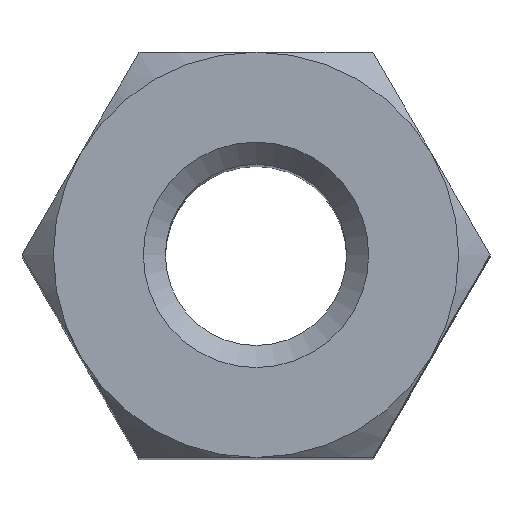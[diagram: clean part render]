
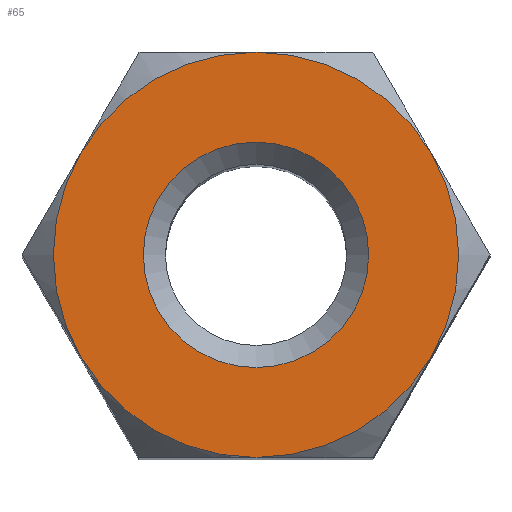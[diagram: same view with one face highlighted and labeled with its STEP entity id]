
A CAD part, top view. The second image highlights one B-rep face of the part: STEP entity #65.
In plain terms, the highlighted planar face has unit normal (0, 0, 1).
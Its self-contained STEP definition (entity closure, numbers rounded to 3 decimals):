
#65 = ADVANCED_FACE( '', ( #137, #138 ), #139, .T. );
#137 = FACE_BOUND( '', #218, .T. );
#138 = FACE_OUTER_BOUND( '', #219, .T. );
#139 = PLANE( '', #220 );
#218 = EDGE_LOOP( '', ( #341 ) );
#219 = EDGE_LOOP( '', ( #342, #343, #344, #345, #346, #347 ) );
#220 = AXIS2_PLACEMENT_3D( '', #348, #349, #350 );
#341 = ORIENTED_EDGE( '', *, *, #490, .T. );
#342 = ORIENTED_EDGE( '', *, *, #491, .F. );
#343 = ORIENTED_EDGE( '', *, *, #492, .F. );
#344 = ORIENTED_EDGE( '', *, *, #493, .F. );
#345 = ORIENTED_EDGE( '', *, *, #494, .T. );
#346 = ORIENTED_EDGE( '', *, *, #495, .F. );
#347 = ORIENTED_EDGE( '', *, *, #496, .F. );
#348 = CARTESIAN_POINT( '', ( 0., 0., 9. ) );
#349 = DIRECTION( '', ( 0., 0., 1. ) );
#350 = DIRECTION( '', ( 1., 0., 0. ) );
#490 = EDGE_CURVE( '', #581, #581, #582, .T. );
#491 = EDGE_CURVE( '', #583, #577, #584, .F. );
#492 = EDGE_CURVE( '', #564, #583, #585, .F. );
#493 = EDGE_CURVE( '', #541, #564, #586, .F. );
#494 = EDGE_CURVE( '', #541, #587, #588, .T. );
#495 = EDGE_CURVE( '', #530, #587, #589, .F. );
#496 = EDGE_CURVE( '', #577, #530, #590, .F. );
#530 = VERTEX_POINT( '', #647 );
#541 = VERTEX_POINT( '', #679 );
#564 = VERTEX_POINT( '', #755 );
#577 = VERTEX_POINT( '', #794 );
#581 = VERTEX_POINT( '', #812 );
#582 = CIRCLE( '', #813, 1.53 );
#583 = VERTEX_POINT( '', #814 );
#584 = CIRCLE( '', #815, 2.75 );
#585 = CIRCLE( '', #816, 2.75 );
#586 = CIRCLE( '', #817, 2.75 );
#587 = VERTEX_POINT( '', #818 );
#588 = CIRCLE( '', #819, 2.75 );
#589 = CIRCLE( '', #820, 2.75 );
#590 = CIRCLE( '', #821, 2.75 );
#647 = CARTESIAN_POINT( '', ( -2.382, -1.375, 9. ) );
#679 = CARTESIAN_POINT( '', ( 0., 2.75, 9. ) );
#755 = CARTESIAN_POINT( '', ( 2.382, 1.375, 9. ) );
#794 = CARTESIAN_POINT( '', ( 0., -2.75, 9. ) );
#812 = CARTESIAN_POINT( '', ( 0., 1.53, 9. ) );
#813 = AXIS2_PLACEMENT_3D( '', #891, #892, #893 );
#814 = CARTESIAN_POINT( '', ( 2.382, -1.375, 9. ) );
#815 = AXIS2_PLACEMENT_3D( '', #894, #895, #896 );
#816 = AXIS2_PLACEMENT_3D( '', #897, #898, #899 );
#817 = AXIS2_PLACEMENT_3D( '', #900, #901, #902 );
#818 = CARTESIAN_POINT( '', ( -2.382, 1.375, 9. ) );
#819 = AXIS2_PLACEMENT_3D( '', #903, #904, #905 );
#820 = AXIS2_PLACEMENT_3D( '', #906, #907, #908 );
#821 = AXIS2_PLACEMENT_3D( '', #909, #910, #911 );
#891 = CARTESIAN_POINT( '', ( 0., 0., 9. ) );
#892 = DIRECTION( '', ( 0., 0., -1. ) );
#893 = DIRECTION( '', ( 0., 1., 0. ) );
#894 = CARTESIAN_POINT( '', ( 0., 0., 9. ) );
#895 = DIRECTION( '', ( 0., 0., 1. ) );
#896 = DIRECTION( '', ( 1., 0., 0. ) );
#897 = CARTESIAN_POINT( '', ( 0., 0., 9. ) );
#898 = DIRECTION( '', ( 0., 0., 1. ) );
#899 = DIRECTION( '', ( 1., 0., 0. ) );
#900 = CARTESIAN_POINT( '', ( 0., 0., 9. ) );
#901 = DIRECTION( '', ( 0., 0., 1. ) );
#902 = DIRECTION( '', ( 1., 0., 0. ) );
#903 = CARTESIAN_POINT( '', ( 0., 0., 9. ) );
#904 = DIRECTION( '', ( 0., 0., 1. ) );
#905 = DIRECTION( '', ( 1., 0., 0. ) );
#906 = CARTESIAN_POINT( '', ( 0., 0., 9. ) );
#907 = DIRECTION( '', ( 0., 0., 1. ) );
#908 = DIRECTION( '', ( 1., 0., 0. ) );
#909 = CARTESIAN_POINT( '', ( 0., 0., 9. ) );
#910 = DIRECTION( '', ( 0., 0., 1. ) );
#911 = DIRECTION( '', ( 1., 0., 0. ) );
